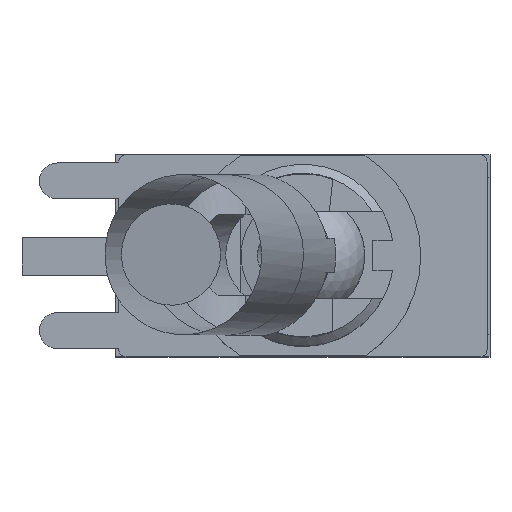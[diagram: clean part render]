
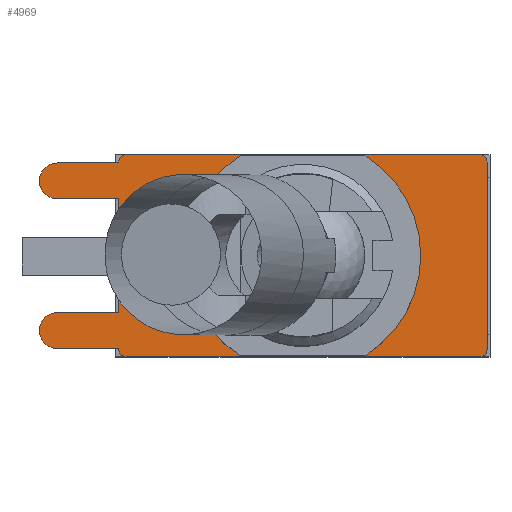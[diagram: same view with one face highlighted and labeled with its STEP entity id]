
A CAD part, top view. The second image highlights one B-rep face of the part: STEP entity #4969.
In plain terms, the highlighted planar face has unit normal (0, 0, 1).
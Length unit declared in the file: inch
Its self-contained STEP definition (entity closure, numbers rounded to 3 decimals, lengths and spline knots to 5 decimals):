
#159=FACE_BOUND('',#463,.T.);
#173=FACE_OUTER_BOUND('',#462,.T.);
#462=EDGE_LOOP('',(#3271,#3272,#3273,#3274,#3275,#3276,#3277,#3278,#3279,
#3280,#3281,#3282,#3283,#3284,#3285,#3286));
#463=EDGE_LOOP('',(#3287,#3288,#3289,#3290));
#766=CIRCLE('',#5291,0.00984);
#767=CIRCLE('',#5292,0.02402);
#768=CIRCLE('',#5293,0.02402);
#769=CIRCLE('',#5294,0.00984);
#770=CIRCLE('',#5295,0.00984);
#771=CIRCLE('',#5296,0.00984);
#772=CIRCLE('',#5297,0.15748);
#773=CIRCLE('',#5298,0.15748);
#912=LINE('',#7279,#1473);
#913=LINE('',#7281,#1474);
#914=LINE('',#7285,#1475);
#915=LINE('',#7287,#1476);
#916=LINE('',#7289,#1477);
#917=LINE('',#7293,#1478);
#918=LINE('',#7295,#1479);
#919=LINE('',#7299,#1480);
#920=LINE('',#7303,#1481);
#921=LINE('',#7306,#1482);
#922=LINE('',#7309,#1483);
#923=LINE('',#7313,#1484);
#1473=VECTOR('',#5783,0.3937);
#1474=VECTOR('',#5784,0.3937);
#1475=VECTOR('',#5787,0.3937);
#1476=VECTOR('',#5788,0.3937);
#1477=VECTOR('',#5789,0.3937);
#1478=VECTOR('',#5792,0.3937);
#1479=VECTOR('',#5793,0.3937);
#1480=VECTOR('',#5796,0.3937);
#1481=VECTOR('',#5799,0.3937);
#1482=VECTOR('',#5802,0.3937);
#1483=VECTOR('',#5803,0.3937);
#1484=VECTOR('',#5806,0.3937);
#2041=VERTEX_POINT('',#7275);
#2042=VERTEX_POINT('',#7276);
#2043=VERTEX_POINT('',#7278);
#2044=VERTEX_POINT('',#7280);
#2045=VERTEX_POINT('',#7282);
#2046=VERTEX_POINT('',#7284);
#2047=VERTEX_POINT('',#7286);
#2048=VERTEX_POINT('',#7288);
#2049=VERTEX_POINT('',#7290);
#2050=VERTEX_POINT('',#7292);
#2051=VERTEX_POINT('',#7294);
#2052=VERTEX_POINT('',#7296);
#2053=VERTEX_POINT('',#7298);
#2054=VERTEX_POINT('',#7300);
#2055=VERTEX_POINT('',#7302);
#2056=VERTEX_POINT('',#7304);
#2057=VERTEX_POINT('',#7307);
#2058=VERTEX_POINT('',#7308);
#2059=VERTEX_POINT('',#7310);
#2060=VERTEX_POINT('',#7312);
#2515=EDGE_CURVE('',#2041,#2042,#766,.T.);
#2516=EDGE_CURVE('',#2043,#2041,#912,.T.);
#2517=EDGE_CURVE('',#2044,#2043,#913,.T.);
#2518=EDGE_CURVE('',#2045,#2044,#767,.T.);
#2519=EDGE_CURVE('',#2046,#2045,#914,.T.);
#2520=EDGE_CURVE('',#2047,#2046,#915,.T.);
#2521=EDGE_CURVE('',#2048,#2047,#916,.T.);
#2522=EDGE_CURVE('',#2049,#2048,#768,.T.);
#2523=EDGE_CURVE('',#2050,#2049,#917,.T.);
#2524=EDGE_CURVE('',#2051,#2050,#918,.T.);
#2525=EDGE_CURVE('',#2052,#2051,#769,.T.);
#2526=EDGE_CURVE('',#2053,#2052,#919,.T.);
#2527=EDGE_CURVE('',#2054,#2053,#770,.T.);
#2528=EDGE_CURVE('',#2055,#2054,#920,.T.);
#2529=EDGE_CURVE('',#2056,#2055,#771,.T.);
#2530=EDGE_CURVE('',#2042,#2056,#921,.T.);
#2531=EDGE_CURVE('',#2057,#2058,#922,.T.);
#2532=EDGE_CURVE('',#2059,#2058,#772,.T.);
#2533=EDGE_CURVE('',#2059,#2060,#923,.T.);
#2534=EDGE_CURVE('',#2057,#2060,#773,.T.);
#3271=ORIENTED_EDGE('',*,*,#2515,.F.);
#3272=ORIENTED_EDGE('',*,*,#2516,.F.);
#3273=ORIENTED_EDGE('',*,*,#2517,.F.);
#3274=ORIENTED_EDGE('',*,*,#2518,.F.);
#3275=ORIENTED_EDGE('',*,*,#2519,.F.);
#3276=ORIENTED_EDGE('',*,*,#2520,.F.);
#3277=ORIENTED_EDGE('',*,*,#2521,.F.);
#3278=ORIENTED_EDGE('',*,*,#2522,.F.);
#3279=ORIENTED_EDGE('',*,*,#2523,.F.);
#3280=ORIENTED_EDGE('',*,*,#2524,.F.);
#3281=ORIENTED_EDGE('',*,*,#2525,.F.);
#3282=ORIENTED_EDGE('',*,*,#2526,.F.);
#3283=ORIENTED_EDGE('',*,*,#2527,.F.);
#3284=ORIENTED_EDGE('',*,*,#2528,.F.);
#3285=ORIENTED_EDGE('',*,*,#2529,.F.);
#3286=ORIENTED_EDGE('',*,*,#2530,.F.);
#3287=ORIENTED_EDGE('',*,*,#2531,.T.);
#3288=ORIENTED_EDGE('',*,*,#2532,.F.);
#3289=ORIENTED_EDGE('',*,*,#2533,.T.);
#3290=ORIENTED_EDGE('',*,*,#2534,.F.);
#4761=PLANE('',#5290);
#4969=ADVANCED_FACE('',(#173,#159),#4761,.T.);
#5290=AXIS2_PLACEMENT_3D('',#7274,#5779,#5780);
#5291=AXIS2_PLACEMENT_3D('',#7277,#5781,#5782);
#5292=AXIS2_PLACEMENT_3D('',#7283,#5785,#5786);
#5293=AXIS2_PLACEMENT_3D('',#7291,#5790,#5791);
#5294=AXIS2_PLACEMENT_3D('',#7297,#5794,#5795);
#5295=AXIS2_PLACEMENT_3D('',#7301,#5797,#5798);
#5296=AXIS2_PLACEMENT_3D('',#7305,#5800,#5801);
#5297=AXIS2_PLACEMENT_3D('',#7311,#5804,#5805);
#5298=AXIS2_PLACEMENT_3D('',#7314,#5807,#5808);
#5779=DIRECTION('center_axis',(0.,0.,
1.));
#5780=DIRECTION('ref_axis',(-1.,0.,0.));
#5781=DIRECTION('center_axis',(0.,0.,
-1.));
#5782=DIRECTION('ref_axis',(-0.707,0.707,0.));
#5783=DIRECTION('',(0.,1.,0.));
#5784=DIRECTION('',(1.,0.,0.));
#5785=DIRECTION('center_axis',(0.,0.,
-1.));
#5786=DIRECTION('ref_axis',(0.,1.,0.));
#5787=DIRECTION('',(-1.,0.,0.));
#5788=DIRECTION('',(0.,1.,0.));
#5789=DIRECTION('',(1.,0.,0.));
#5790=DIRECTION('center_axis',(0.,0.,
-1.));
#5791=DIRECTION('ref_axis',(0.,1.,0.));
#5792=DIRECTION('',(-1.,0.,0.));
#5793=DIRECTION('',(0.,1.,0.));
#5794=DIRECTION('center_axis',(0.,0.,
-1.));
#5795=DIRECTION('ref_axis',(-0.707,-0.707,0.));
#5796=DIRECTION('',(-1.,0.,0.));
#5797=DIRECTION('center_axis',(0.,0.,
-1.));
#5798=DIRECTION('ref_axis',(0.707,-0.707,0.));
#5799=DIRECTION('',(0.,-1.,0.));
#5800=DIRECTION('center_axis',(0.,0.,
-1.));
#5801=DIRECTION('ref_axis',(0.707,0.707,0.));
#5802=DIRECTION('',(1.,0.,0.));
#5803=DIRECTION('',(-1.,0.,0.));
#5804=DIRECTION('center_axis',(0.,0.,1.));
#5805=DIRECTION('ref_axis',(1.,0.,0.));
#5806=DIRECTION('',(1.,0.,0.));
#5807=DIRECTION('center_axis',(0.,0.,1.));
#5808=DIRECTION('ref_axis',(1.,0.,0.));
#7274=CARTESIAN_POINT('Origin',(-0.06395,0.,
0.36969));
#7275=CARTESIAN_POINT('',(-0.24606,0.1252,0.36969));
#7276=CARTESIAN_POINT('',(-0.23622,0.13504,0.36969));
#7277=CARTESIAN_POINT('Origin',(-0.23622,0.1252,0.36969));
#7278=CARTESIAN_POINT('',(-0.24606,0.12402,0.36969));
#7279=CARTESIAN_POINT('',(-0.24606,0.13504,0.36969));
#7280=CARTESIAN_POINT('',(-0.32795,0.12402,0.36969));
#7281=CARTESIAN_POINT('',(-0.24606,0.12402,0.36969));
#7282=CARTESIAN_POINT('',(-0.32795,0.07598,0.36969));
#7283=CARTESIAN_POINT('Origin',(-0.32795,0.1,0.36969));
#7284=CARTESIAN_POINT('',(-0.24606,0.07598,0.36969));
#7285=CARTESIAN_POINT('',(-0.32795,0.07598,0.36969));
#7286=CARTESIAN_POINT('',(-0.24606,-0.07598,0.36969));
#7287=CARTESIAN_POINT('',(-0.24606,0.07598,0.36969));
#7288=CARTESIAN_POINT('',(-0.32795,-0.07598,0.36969));
#7289=CARTESIAN_POINT('',(-0.24606,-0.07598,0.36969));
#7290=CARTESIAN_POINT('',(-0.32795,-0.12402,0.36969));
#7291=CARTESIAN_POINT('Origin',(-0.32795,-0.1,
0.36969));
#7292=CARTESIAN_POINT('',(-0.24606,-0.12402,0.36969));
#7293=CARTESIAN_POINT('',(-0.32795,-0.12402,0.36969));
#7294=CARTESIAN_POINT('',(-0.24606,-0.1252,0.36969));
#7295=CARTESIAN_POINT('',(-0.24606,-0.12402,0.36969));
#7296=CARTESIAN_POINT('',(-0.23622,-0.13504,0.36969));
#7297=CARTESIAN_POINT('Origin',(-0.23622,-0.1252,0.36969));
#7298=CARTESIAN_POINT('',(0.23622,-0.13504,0.36969));
#7299=CARTESIAN_POINT('',(-0.24606,-0.13504,0.36969));
#7300=CARTESIAN_POINT('',(0.24606,-0.1252,0.36969));
#7301=CARTESIAN_POINT('Origin',(0.23622,-0.1252,0.36969));
#7302=CARTESIAN_POINT('',(0.24606,0.1252,0.36969));
#7303=CARTESIAN_POINT('',(0.24606,-0.13504,0.36969));
#7304=CARTESIAN_POINT('',(0.23622,0.13504,0.36969));
#7305=CARTESIAN_POINT('Origin',(0.23622,0.1252,0.36969));
#7306=CARTESIAN_POINT('',(0.24606,0.13504,0.36969));
#7307=CARTESIAN_POINT('',(0.08296,-0.13386,0.36969));
#7308=CARTESIAN_POINT('',(-0.08296,-0.13386,0.36969));
#7309=CARTESIAN_POINT('',(-0.04261,-0.13386,0.36969));
#7310=CARTESIAN_POINT('',(-0.08296,0.13386,0.36969));
#7311=CARTESIAN_POINT('Origin',(0.,0.,
0.36969));
#7312=CARTESIAN_POINT('',(0.08296,0.13386,0.36969));
#7313=CARTESIAN_POINT('',(0.04198,0.13386,0.36969));
#7314=CARTESIAN_POINT('Origin',(0.,0.,
0.36969));
